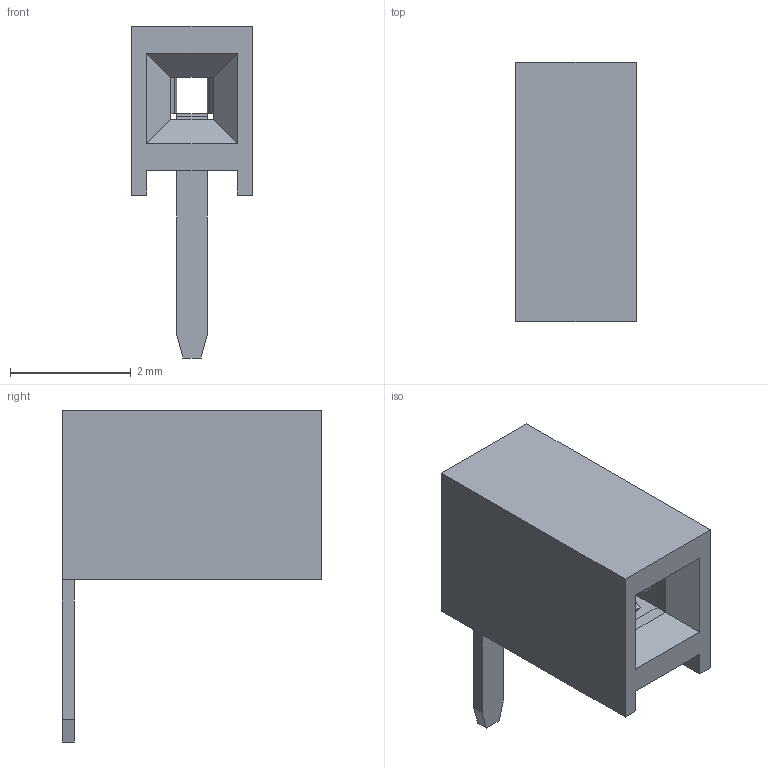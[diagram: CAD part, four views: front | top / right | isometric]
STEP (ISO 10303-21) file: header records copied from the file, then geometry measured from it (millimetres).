
FILE_DESCRIPTION(('STEP AP214'), '1');
FILE_NAME('PBS2-R', '', ('UNSPECIFIED'), ('UNSPECIFIED'), 'ASCON STEP Converter 1.6', 'ASCON Math Kernel', '');
FILE_SCHEMA(('AUTOMOTIVE_DESIGN { 1 0 10303 214 3 1 1}'));
Length unit declared in the file: millimetre
Bounding box: 2 x 4.3 x 5.5 mm (x, y, z)
Volume: 14.8 mm3; surface area: 106.1 mm2
Topology: 2 solids, 2 shells, 78 faces, 210 edges, 136 vertices
Faces by surface type: plane 64, cylinder 14
Entity records: 3080 total; most frequent: CARTESIAN_POINT 425, ORIENTED_EDGE 420, DIRECTION 396, EDGE_CURVE 210, LINE 182, VECTOR 182, VERTEX_POINT 136, AXIS2_PLACEMENT_3D 107
